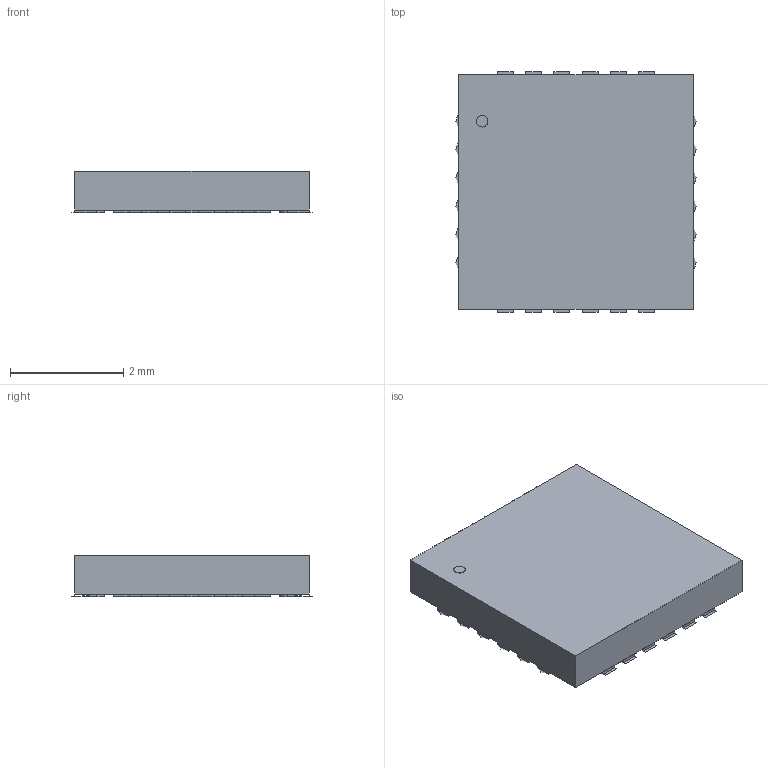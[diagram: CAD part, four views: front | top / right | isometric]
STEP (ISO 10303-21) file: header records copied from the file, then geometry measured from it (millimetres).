
FILE_DESCRIPTION(('STEP AP214'),'1');
FILE_NAME('RTW24_2P45X2P45','2024-08-20T02:33:06',(''),(''),'','','');
FILE_SCHEMA(('AUTOMOTIVE_DESIGN'));
Length unit declared in the file: millimetre
Products named in the file (1): product
Bounding box: 4.25 x 4.25 x 0.74 mm (x, y, z)
Volume: 12.3 mm3; surface area: 66.6 mm2
Topology: 27 solids, 39 shells, 219 faces, 423 edges, 246 vertices
Faces by surface type: plane 194, cylinder 25
Full cylindrical faces by diameter (mm): 0.207 x1
Entity records: 5173 total; most frequent: ORIENTED_EDGE 916, DIRECTION 854, CARTESIAN_POINT 517, EDGE_CURVE 386, LINE 336, VECTOR 336, AXIS2_PLACEMENT_3D 259, VERTEX_POINT 258
